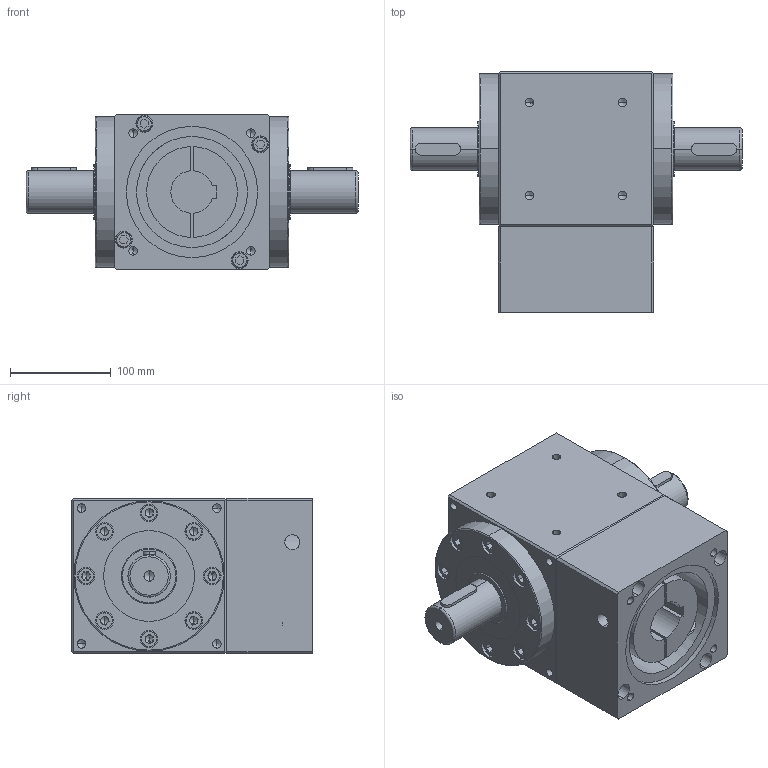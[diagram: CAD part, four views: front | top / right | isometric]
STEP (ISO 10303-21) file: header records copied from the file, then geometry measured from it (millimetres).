
FILE_DESCRIPTION (( 'STEP AP214' ), '1' );
FILE_NAME ('RA150-2S-42K12-130-165-M10_2019.STEP', '2019-03-21T06:06:26', ( 'Y' ), ( 'NCU' ), 'SwSTEP 2.0', 'SolidWorks 2016', '' );
FILE_SCHEMA (( 'AUTOMOTIVE_DESIGN' ));
Length unit declared in the file: millimetre
Products named in the file (1): RA150-2S-42K12-130-165-M10_2019
Bounding box: 329 x 239 x 154 mm (x, y, z)
Volume: 5989981.2 mm3; surface area: 358170.7 mm2
Topology: 3 solids, 25 shells, 712 faces, 1633 edges, 982 vertices
Faces by surface type: plane 348, cylinder 220, cone 100, torus 44
Entity records: 19998 total; most frequent: DIRECTION 3627, CARTESIAN_POINT 3468, ORIENTED_EDGE 3090, EDGE_CURVE 1545, AXIS2_PLACEMENT_3D 1389, VERTEX_POINT 982, VECTOR 849, LINE 849
